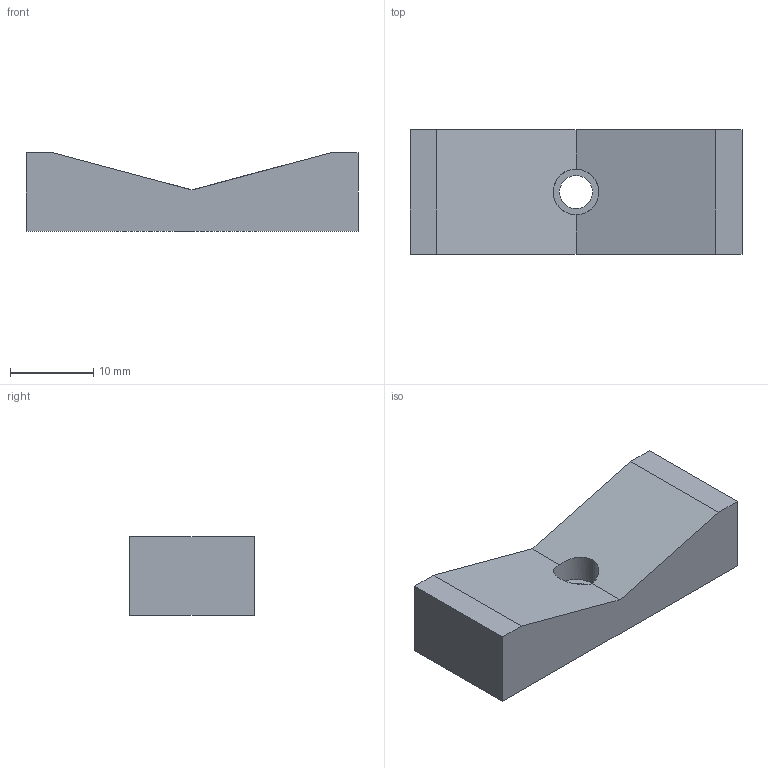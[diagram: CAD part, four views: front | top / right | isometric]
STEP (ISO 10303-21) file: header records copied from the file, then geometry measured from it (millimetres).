
FILE_DESCRIPTION (( 'STEP AP214' ), '1' );
FILE_NAME ('OM-003-010-140_01.STEP', '2024-09-27T16:07:55', ( '' ), ( '' ), 'SwSTEP 2.0', 'SolidWorks 2022', '' );
FILE_SCHEMA (( 'AUTOMOTIVE_DESIGN' ));
Length unit declared in the file: millimetre
Products named in the file (1): OM-003-010-140_01
Bounding box: 40 x 15 x 9.5 mm (x, y, z)
Volume: 4465.9 mm3; surface area: 2169.3 mm2
Topology: 1 solids, 1 shells, 14 faces, 36 edges, 24 vertices
Faces by surface type: plane 10, cylinder 4
Entity records: 464 total; most frequent: CARTESIAN_POINT 87, ORIENTED_EDGE 72, DIRECTION 68, EDGE_CURVE 36, LINE 26, VECTOR 26, VERTEX_POINT 24, AXIS2_PLACEMENT_3D 21
